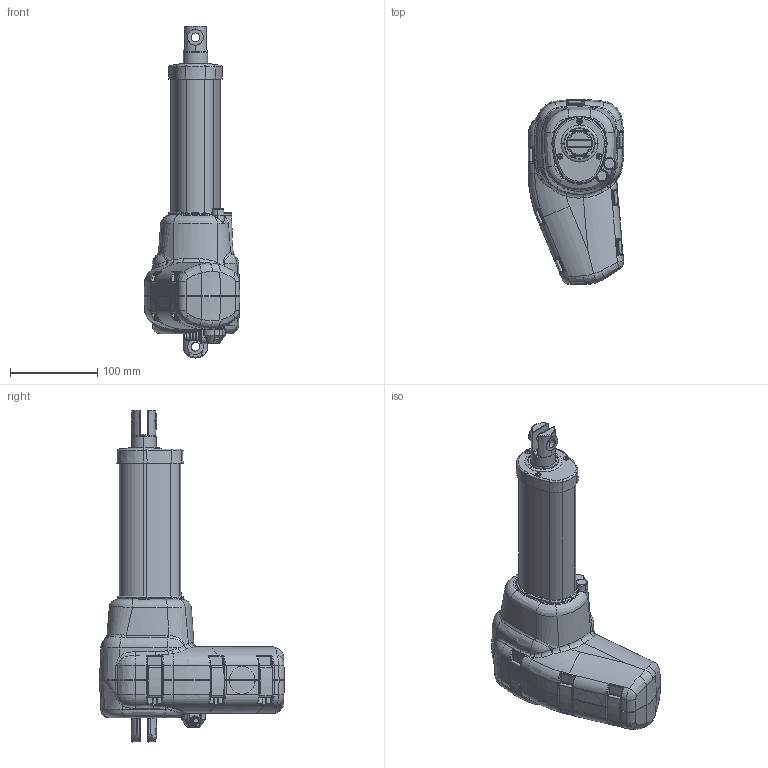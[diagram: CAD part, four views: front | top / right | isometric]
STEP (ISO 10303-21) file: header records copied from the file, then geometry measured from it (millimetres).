
FILE_DESCRIPTION (( 'STEP AP203' ), '1' );
FILE_NAME ('Gigamat.STEP', '2013-06-25T11:47:01', ( 'admin' ), ( 'Hewlett-Packard Company' ), 'SwSTEP 2.0', 'SolidWorks 2012', '' );
FILE_SCHEMA (( 'CONFIG_CONTROL_DESIGN' ));
Length unit declared in the file: millimetre
Products named in the file (1): Gigamat
Bounding box: 109.94 x 212.44 x 381.46 mm (x, y, z)
Volume: 2387755 mm3; surface area: 140616 mm2
Topology: 1 solids, 1 shells, 1669 faces, 4358 edges, 2703 vertices
Faces by surface type: plane 523, bspline 473, cylinder 436, cone 109, torus 97, sphere 31
Entity records: 64454 total; most frequent: CARTESIAN_POINT 27694, ORIENTED_EDGE 8680, DIRECTION 6596, EDGE_CURVE 4340, VERTEX_POINT 2703, AXIS2_PLACEMENT_3D 2450, EDGE_LOOP 1707, VECTOR 1696
